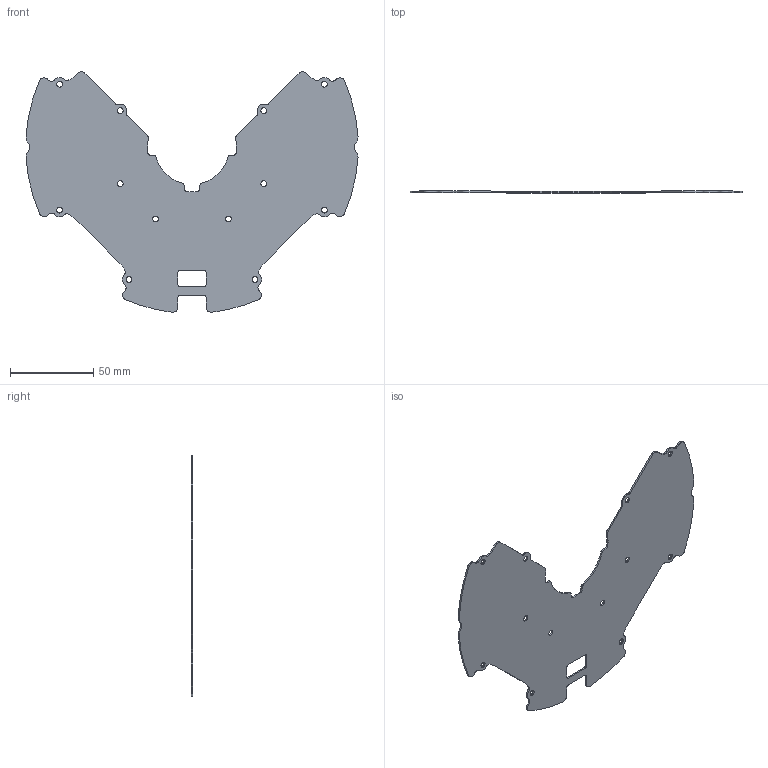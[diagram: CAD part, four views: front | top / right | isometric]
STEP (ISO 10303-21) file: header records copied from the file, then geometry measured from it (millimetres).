
FILE_DESCRIPTION(/* description */ (''),/* implementation_level */ '2;1');
FILE_NAME(/* name */ 'shape2.stp',/* time_stamp */ '2024-01-21T22:14:35+03:00',/* author */ ('4s'),/* organization */ (''),/* preprocessor_version */ 'ST-DEVELOPER v18',/* originating_system */ 'Autodesk Inventor 2020',/* authorisation */ '');
FILE_SCHEMA (('AUTOMOTIVE_DESIGN { 1 0 10303 214 3 1 1 }'));
Length unit declared in the file: millimetre
Products named in the file (1): shape2
Bounding box: 199.62 x 1 x 144.73 mm (x, y, z)
Volume: 16858.6 mm3; surface area: 34615.2 mm2
Topology: 1 solids, 1 shells, 98 faces, 288 edges, 192 vertices
Faces by surface type: cylinder 67, plane 19, bspline 12
Full cylindrical faces by diameter (mm): 3.5 x12
Entity records: 3525 total; most frequent: CARTESIAN_POINT 687, ORIENTED_EDGE 576, DIRECTION 572, EDGE_CURVE 288, AXIS2_PLACEMENT_3D 221, VERTEX_POINT 192, CIRCLE 134, LINE 130
